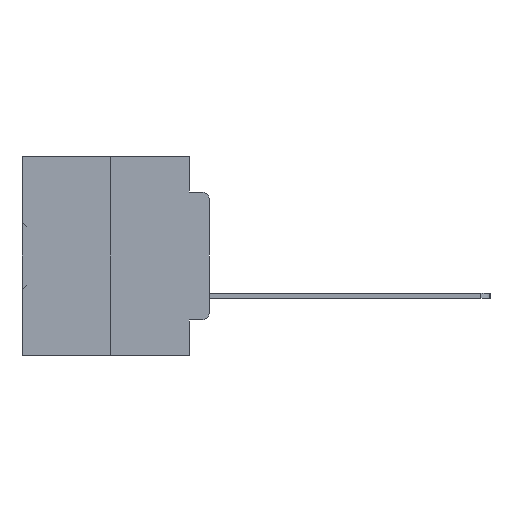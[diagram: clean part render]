
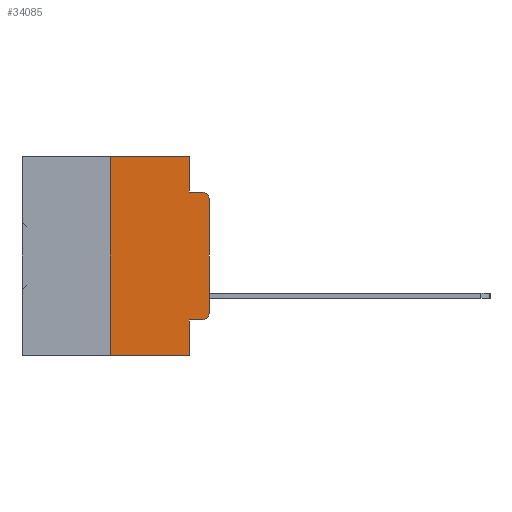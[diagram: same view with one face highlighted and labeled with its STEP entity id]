
A CAD part, left-side view. The second image highlights one B-rep face of the part: STEP entity #34085.
In plain terms, the highlighted planar face has unit normal (-1, 0, 0).
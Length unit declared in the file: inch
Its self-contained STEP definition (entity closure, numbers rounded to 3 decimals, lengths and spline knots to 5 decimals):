
#202 = EDGE_CURVE ( 'NONE', #20026, #26284, #19240, .T. ) ;
#295 = ORIENTED_EDGE ( 'NONE', *, *, #18857, .T. ) ;
#958 = VERTEX_POINT ( 'NONE', #30634 ) ;
#1585 = VECTOR ( 'NONE', #35859, 39.37008 ) ;
#1639 = EDGE_CURVE ( 'NONE', #958, #34749, #8042, .T. ) ;
#1742 = EDGE_CURVE ( 'NONE', #21753, #12654, #34492, .T. ) ;
#2387 = CARTESIAN_POINT ( 'NONE',  ( 0., 0.473, 0. ) ) ;
#2486 = LINE ( 'NONE', #33030, #1585 ) ;
#2518 = VERTEX_POINT ( 'NONE', #18077 ) ;
#2546 = VERTEX_POINT ( 'NONE', #16493 ) ;
#2782 = CARTESIAN_POINT ( 'NONE',  ( 0., 0.25, -0.5 ) ) ;
#3538 = VECTOR ( 'NONE', #14609, 39.37008 ) ;
#4163 = DIRECTION ( 'NONE',  ( 0., 0., 1. ) ) ;
#5278 = DIRECTION ( 'NONE',  ( 0., -1., 0. ) ) ;
#5674 = CARTESIAN_POINT ( 'NONE',  ( 0., 0.051, -0.4115 ) ) ;
#6581 = CARTESIAN_POINT ( 'NONE',  ( 0., 0.02, -0.3915 ) ) ;
#7091 = DIRECTION ( 'NONE',  ( 0., 0., -1. ) ) ;
#8042 = LINE ( 'NONE', #34273, #36281 ) ;
#8106 = AXIS2_PLACEMENT_3D ( 'NONE', #18112, #32198, #15408 ) ;
#8134 = EDGE_CURVE ( 'NONE', #2546, #2518, #27619, .T. ) ;
#9479 = DIRECTION ( 'NONE',  ( 0., 0., -1. ) ) ;
#9826 = CARTESIAN_POINT ( 'NONE',  ( 0., 0.25, 0. ) ) ;
#10221 = ORIENTED_EDGE ( 'NONE', *, *, #1639, .T. ) ;
#10614 = ORIENTED_EDGE ( 'NONE', *, *, #28687, .T. ) ;
#10664 = EDGE_LOOP ( 'NONE', ( #10221, #295, #24333, #28188, #26499, #17403, #21198, #18130, #33039, #10614 ) ) ;
#10870 = VECTOR ( 'NONE', #5278, 39.37008 ) ;
#11131 = VECTOR ( 'NONE', #13432, 39.37008 ) ;
#11722 = CARTESIAN_POINT ( 'NONE',  ( 0., 0.051, -0.0885 ) ) ;
#12195 = CARTESIAN_POINT ( 'NONE',  ( 0., 0.051, -0.4115 ) ) ;
#12529 = PLANE ( 'NONE',  #8106 ) ;
#12654 = VERTEX_POINT ( 'NONE', #13489 ) ;
#12759 = AXIS2_PLACEMENT_3D ( 'NONE', #6581, #26364, #9479 ) ;
#12880 = VERTEX_POINT ( 'NONE', #31387 ) ;
#13432 = DIRECTION ( 'NONE',  ( 0., -1., 0. ) ) ;
#13489 = CARTESIAN_POINT ( 'NONE',  ( 0., 0.051, -0.5 ) ) ;
#14282 = VECTOR ( 'NONE', #4163, 39.37008 ) ;
#14609 = DIRECTION ( 'NONE',  ( 0., -1., 0. ) ) ;
#14722 = DIRECTION ( 'NONE',  ( -1., 0., 0. ) ) ;
#14807 = CARTESIAN_POINT ( 'NONE',  ( 0., 0.473, -0.5 ) ) ;
#15061 = AXIS2_PLACEMENT_3D ( 'NONE', #31515, #14722, #34350 ) ;
#15197 = LINE ( 'NONE', #9826, #14282 ) ;
#15408 = DIRECTION ( 'NONE',  ( 0., 0., -1. ) ) ;
#16493 = CARTESIAN_POINT ( 'NONE',  ( 0., 0.25, 0. ) ) ;
#16497 = CIRCLE ( 'NONE', #12759, 0.02 ) ;
#17005 = EDGE_CURVE ( 'NONE', #25635, #12880, #26174, .T. ) ;
#17030 = DIRECTION ( 'NONE',  ( 0., 0., 1. ) ) ;
#17256 = VECTOR ( 'NONE', #7091, 39.37008 ) ;
#17403 = ORIENTED_EDGE ( 'NONE', *, *, #23777, .F. ) ;
#17529 = VECTOR ( 'NONE', #30094, 39.37008 ) ;
#18077 = CARTESIAN_POINT ( 'NONE',  ( 0., 0.051, 0. ) ) ;
#18112 = CARTESIAN_POINT ( 'NONE',  ( 0., 0.473, 0. ) ) ;
#18130 = ORIENTED_EDGE ( 'NONE', *, *, #25675, .F. ) ;
#18857 = EDGE_CURVE ( 'NONE', #34749, #12880, #34407, .T. ) ;
#19240 = LINE ( 'NONE', #12195, #17529 ) ;
#20026 = VERTEX_POINT ( 'NONE', #5674 ) ;
#21110 = CARTESIAN_POINT ( 'NONE',  ( 0., 0., -0.1085 ) ) ;
#21198 = ORIENTED_EDGE ( 'NONE', *, *, #1742, .T. ) ;
#21753 = VERTEX_POINT ( 'NONE', #2782 ) ;
#23777 = EDGE_CURVE ( 'NONE', #21753, #2546, #15197, .T. ) ;
#23973 = CARTESIAN_POINT ( 'NONE',  ( 0., 0.02, -0.4115 ) ) ;
#24333 = ORIENTED_EDGE ( 'NONE', *, *, #17005, .F. ) ;
#24682 = LINE ( 'NONE', #26727, #17256 ) ;
#25635 = VERTEX_POINT ( 'NONE', #29405 ) ;
#25675 = EDGE_CURVE ( 'NONE', #20026, #12654, #24682, .T. ) ;
#26174 = LINE ( 'NONE', #11722, #3538 ) ;
#26284 = VERTEX_POINT ( 'NONE', #23973 ) ;
#26364 = DIRECTION ( 'NONE',  ( -1., 0., 0. ) ) ;
#26499 = ORIENTED_EDGE ( 'NONE', *, *, #8134, .F. ) ;
#26727 = CARTESIAN_POINT ( 'NONE',  ( 0., 0.051, 0. ) ) ;
#27619 = LINE ( 'NONE', #2387, #10870 ) ;
#28188 = ORIENTED_EDGE ( 'NONE', *, *, #30087, .F. ) ;
#28687 = EDGE_CURVE ( 'NONE', #26284, #958, #16497, .T. ) ;
#29405 = CARTESIAN_POINT ( 'NONE',  ( 0., 0.051, -0.0885 ) ) ;
#29967 = FACE_OUTER_BOUND ( 'NONE', #10664, .T. ) ;
#30087 = EDGE_CURVE ( 'NONE', #2518, #25635, #2486, .T. ) ;
#30094 = DIRECTION ( 'NONE',  ( 0., -1., 0. ) ) ;
#30634 = CARTESIAN_POINT ( 'NONE',  ( 0., 0., -0.3915 ) ) ;
#31387 = CARTESIAN_POINT ( 'NONE',  ( 0., 0.02, -0.0885 ) ) ;
#31515 = CARTESIAN_POINT ( 'NONE',  ( 0., 0.02, -0.1085 ) ) ;
#32198 = DIRECTION ( 'NONE',  ( 1., 0., 0. ) ) ;
#33030 = CARTESIAN_POINT ( 'NONE',  ( 0., 0.051, 0. ) ) ;
#33039 = ORIENTED_EDGE ( 'NONE', *, *, #202, .T. ) ;
#34085 = ADVANCED_FACE ( 'NONE', ( #29967 ), #12529, .F. ) ;
#34273 = CARTESIAN_POINT ( 'NONE',  ( 0., 0., 0. ) ) ;
#34350 = DIRECTION ( 'NONE',  ( 0., 0., -1. ) ) ;
#34407 = CIRCLE ( 'NONE', #15061, 0.02 ) ;
#34492 = LINE ( 'NONE', #14807, #11131 ) ;
#34749 = VERTEX_POINT ( 'NONE', #21110 ) ;
#35859 = DIRECTION ( 'NONE',  ( 0., 0., -1. ) ) ;
#36281 = VECTOR ( 'NONE', #17030, 39.37008 ) ;
